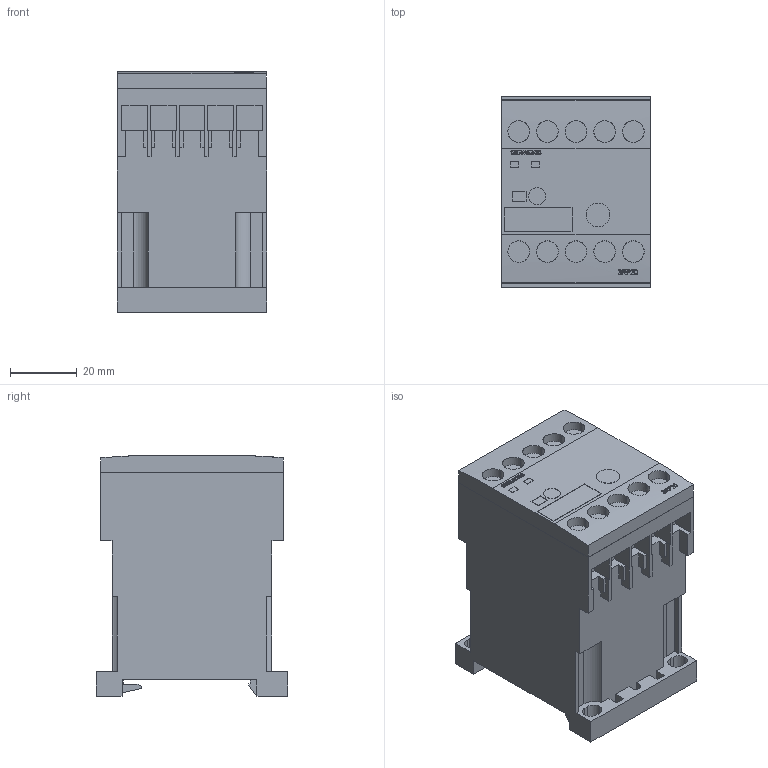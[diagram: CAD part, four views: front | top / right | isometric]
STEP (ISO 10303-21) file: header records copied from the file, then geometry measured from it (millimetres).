
FILE_DESCRIPTION(/* description */ (''),/* implementation_level */ '2;1');
FILE_NAME(/* name */ 'G_NSB0_XX_91006V.stp',/* time_stamp */ '2024-11-29T10:22:46+01:00',/* author */ (''),/* organization */ (''),/* preprocessor_version */ 'ST-DEVELOPER v18.101',/* originating_system */ 'SIEMENS PLM Software NX 2007',/* authorisation */ '');
FILE_SCHEMA (('AUTOMOTIVE_DESIGN { 1 0 10303 214 3 1 1 1 }'));
Length unit declared in the file: millimetre
Products named in the file (1): G_NSB0_XX_91006V
Bounding box: 44.8 x 57.5 x 72.3 mm (x, y, z)
Volume: 147299.4 mm3; surface area: 23762.9 mm2
Topology: 1 solids, 1 shells, 471 faces, 1317 edges, 876 vertices
Faces by surface type: plane 355, cylinder 96, extrusion 20
Entity records: 17924 total; most frequent: CARTESIAN_POINT 4478, ORIENTED_EDGE 2634, DIRECTION 2104, EDGE_CURVE 1317, VECTOR 1032, LINE 1012, VERTEX_POINT 876, AXIS2_PLACEMENT_3D 536
